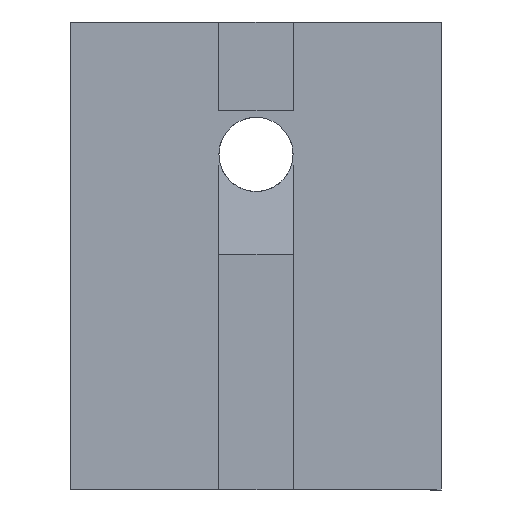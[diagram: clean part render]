
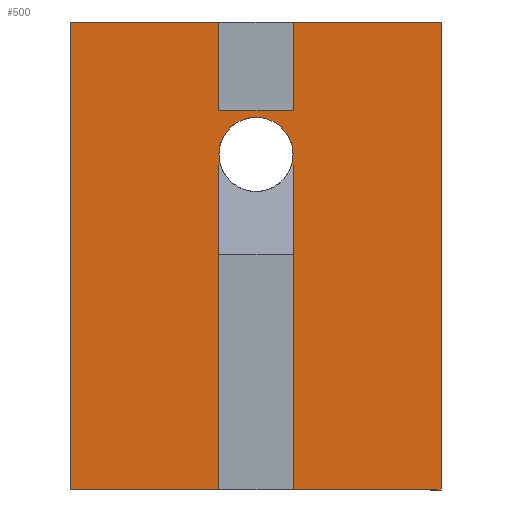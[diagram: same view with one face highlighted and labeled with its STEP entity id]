
A CAD part, left-side view. The second image highlights one B-rep face of the part: STEP entity #500.
In plain terms, the highlighted face is planar.
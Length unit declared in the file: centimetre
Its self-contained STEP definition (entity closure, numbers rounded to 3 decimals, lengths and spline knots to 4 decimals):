
#24=LINE('',#717,#69);
#25=LINE('',#721,#70);
#34=LINE('',#761,#79);
#41=LINE('',#774,#86);
#44=LINE('',#782,#89);
#50=LINE('',#793,#95);
#53=LINE('',#800,#98);
#55=LINE('',#803,#100);
#56=LINE('',#804,#101);
#57=LINE('',#806,#102);
#58=LINE('',#808,#103);
#59=LINE('',#810,#104);
#60=LINE('',#811,#105);
#69=VECTOR('',#576,0.02);
#70=VECTOR('',#579,0.02);
#79=VECTOR('',#618,5.3);
#86=VECTOR('',#629,3.6719);
#89=VECTOR('',#636,0.84);
#95=VECTOR('',#644,1.0028);
#98=VECTOR('',#651,1.0028);
#100=VECTOR('',#655,1.68);
#101=VECTOR('',#656,1.68);
#102=VECTOR('',#657,1.68);
#103=VECTOR('',#658,5.3);
#104=VECTOR('',#659,1.68);
#105=VECTOR('',#660,3.6719);
#123=PLANE('',#542);
#163=FACE_OUTER_BOUND('',#198,.T.);
#198=EDGE_LOOP('',(#412,#413,#414,#415,#416,#417,#418,#419,#420,#421,#422,
#423,#424,#425));
#222=CIRCLE('',#521,0.42);
#242=VERTEX_POINT('',#714);
#243=VERTEX_POINT('',#716);
#244=VERTEX_POINT('',#718);
#245=VERTEX_POINT('',#720);
#260=VERTEX_POINT('',#758);
#261=VERTEX_POINT('',#760);
#265=VERTEX_POINT('',#772);
#267=VERTEX_POINT('',#780);
#268=VERTEX_POINT('',#781);
#272=VERTEX_POINT('',#791);
#274=VERTEX_POINT('',#799);
#275=VERTEX_POINT('',#805);
#276=VERTEX_POINT('',#807);
#277=VERTEX_POINT('',#809);
#289=EDGE_CURVE('',#242,#243,#24,.T.);
#291=EDGE_CURVE('',#245,#244,#25,.T.);
#293=EDGE_CURVE('',#244,#243,#222,.T.);
#310=EDGE_CURVE('',#260,#261,#34,.T.);
#317=EDGE_CURVE('',#242,#265,#41,.T.);
#320=EDGE_CURVE('',#267,#268,#44,.T.);
#326=EDGE_CURVE('',#268,#272,#50,.T.);
#329=EDGE_CURVE('',#274,#267,#53,.T.);
#331=EDGE_CURVE('',#261,#265,#55,.T.);
#332=EDGE_CURVE('',#260,#274,#56,.T.);
#333=EDGE_CURVE('',#272,#275,#57,.T.);
#334=EDGE_CURVE('',#276,#275,#58,.T.);
#335=EDGE_CURVE('',#277,#276,#59,.T.);
#336=EDGE_CURVE('',#277,#245,#60,.T.);
#412=ORIENTED_EDGE('',*,*,#289,.F.);
#413=ORIENTED_EDGE('',*,*,#317,.T.);
#414=ORIENTED_EDGE('',*,*,#331,.F.);
#415=ORIENTED_EDGE('',*,*,#310,.F.);
#416=ORIENTED_EDGE('',*,*,#332,.T.);
#417=ORIENTED_EDGE('',*,*,#329,.T.);
#418=ORIENTED_EDGE('',*,*,#320,.T.);
#419=ORIENTED_EDGE('',*,*,#326,.T.);
#420=ORIENTED_EDGE('',*,*,#333,.T.);
#421=ORIENTED_EDGE('',*,*,#334,.F.);
#422=ORIENTED_EDGE('',*,*,#335,.F.);
#423=ORIENTED_EDGE('',*,*,#336,.T.);
#424=ORIENTED_EDGE('',*,*,#291,.T.);
#425=ORIENTED_EDGE('',*,*,#293,.T.);
#500=ADVANCED_FACE('',(#163),#123,.T.);
#521=AXIS2_PLACEMENT_3D('',#724,#583,#584);
#542=AXIS2_PLACEMENT_3D('',#802,#653,#654);
#576=DIRECTION('',(0.,1.,0.));
#579=DIRECTION('',(0.,-1.,0.));
#583=DIRECTION('center_axis',(0.,0.,-1.));
#584=DIRECTION('ref_axis',(-0.7,0.714,0.));
#618=DIRECTION('',(-1.,0.,0.));
#629=DIRECTION('',(-1.,0.,0.));
#636=DIRECTION('',(0.,1.,0.));
#644=DIRECTION('',(1.,0.,0.));
#651=DIRECTION('',(-1.,0.,0.));
#653=DIRECTION('center_axis',(0.,0.,1.));
#654=DIRECTION('ref_axis',(1.,0.,0.));
#655=DIRECTION('',(0.,1.,0.));
#656=DIRECTION('',(0.,1.,0.));
#657=DIRECTION('',(0.,1.,0.));
#658=DIRECTION('',(1.,0.,0.));
#659=DIRECTION('',(0.,1.,0.));
#660=DIRECTION('',(1.,0.,0.));
#714=CARTESIAN_POINT('',(5.0719,-8.12,-0.1));
#716=CARTESIAN_POINT('',(5.0719,-8.1,-0.1));
#717=CARTESIAN_POINT('',(5.0719,-8.12,-0.1));
#718=CARTESIAN_POINT('',(5.0719,-7.3,-0.1));
#720=CARTESIAN_POINT('',(5.0719,-7.28,-0.1));
#721=CARTESIAN_POINT('',(5.0719,-7.28,-0.1));
#724=CARTESIAN_POINT('Origin',(5.2,-7.7,-0.1));
#758=CARTESIAN_POINT('',(6.7,-9.8,-0.1));
#760=CARTESIAN_POINT('',(1.4,-9.8,-0.1));
#761=CARTESIAN_POINT('',(6.7,-9.8,-0.1));
#772=CARTESIAN_POINT('',(1.4,-8.12,-0.1));
#774=CARTESIAN_POINT('',(5.0719,-8.12,-0.1));
#780=CARTESIAN_POINT('',(5.6972,-8.12,-0.1));
#781=CARTESIAN_POINT('',(5.6972,-7.28,-0.1));
#782=CARTESIAN_POINT('',(5.6972,-8.12,-0.1));
#791=CARTESIAN_POINT('',(6.7,-7.28,-0.1));
#793=CARTESIAN_POINT('',(5.6972,-7.28,-0.1));
#799=CARTESIAN_POINT('',(6.7,-8.12,-0.1));
#800=CARTESIAN_POINT('',(6.7,-8.12,-0.1));
#802=CARTESIAN_POINT('Origin',(4.3,-7.25,-0.1));
#803=CARTESIAN_POINT('',(1.4,-9.8,-0.1));
#804=CARTESIAN_POINT('',(6.7,-9.8,-0.1));
#805=CARTESIAN_POINT('',(6.7,-5.6,-0.1));
#806=CARTESIAN_POINT('',(6.7,-7.28,-0.1));
#807=CARTESIAN_POINT('',(1.4,-5.6,-0.1));
#808=CARTESIAN_POINT('',(1.4,-5.6,-0.1));
#809=CARTESIAN_POINT('',(1.4,-7.28,-0.1));
#810=CARTESIAN_POINT('',(1.4,-7.28,-0.1));
#811=CARTESIAN_POINT('',(1.4,-7.28,-0.1));
